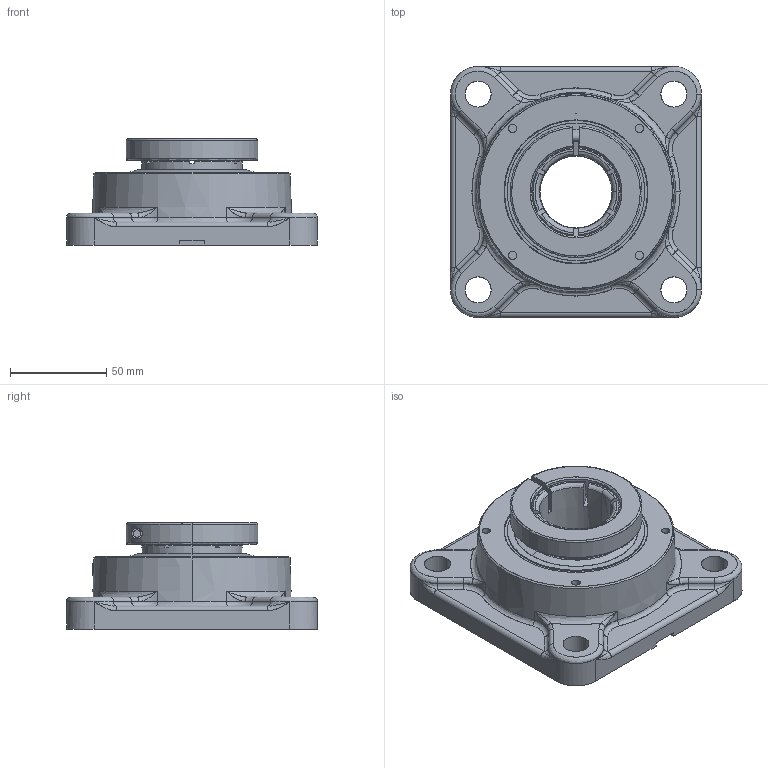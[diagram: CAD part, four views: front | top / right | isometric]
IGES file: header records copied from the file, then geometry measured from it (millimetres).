
Start section: SolidWorks IGES file using analytic representation for surfaces
Global section: file name: CRDEFAU0812106343715.igs; native system: SolidWorks 2017; preprocessor: SolidWorks 2017; author: partstream; date: 170812.100639; units: inch
Bounding box: 130.18 x 130.18 x 55.05 mm (x, y, z)
Surface area: 90877.9 mm2 (no closed solid volume)
Topology: 0 solids, 0 shells, 421 faces, 6364 edges, 6346 vertices
Faces by surface type: bspline 252, revolution 169
